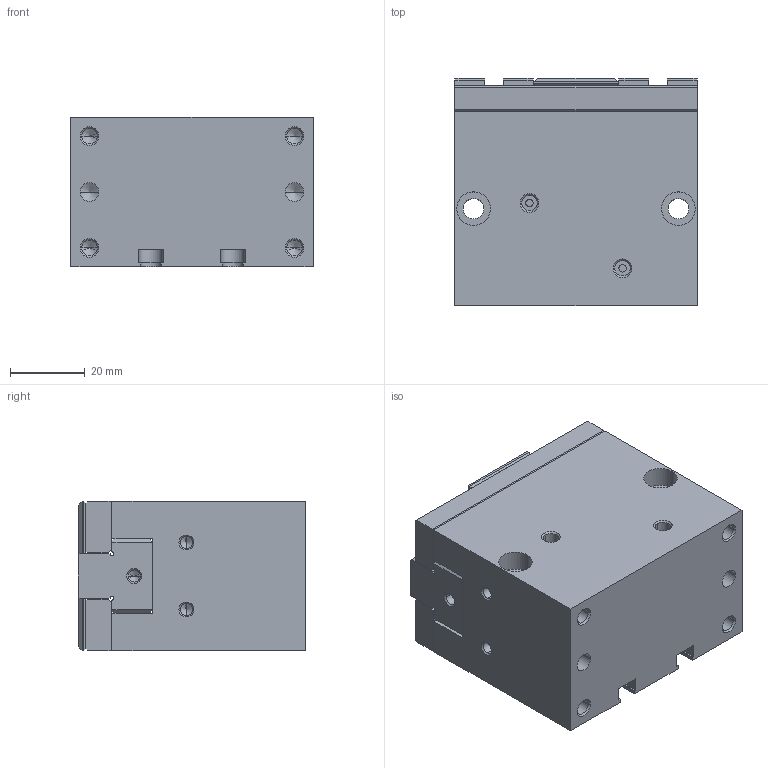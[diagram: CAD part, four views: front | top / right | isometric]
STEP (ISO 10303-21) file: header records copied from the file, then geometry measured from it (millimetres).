
FILE_DESCRIPTION( ( '' ), '1' );
FILE_NAME( 'op40i_op400iab_0_2_14a.stp', '2010-10-25T12:46:21', ( '' ), ( '' ), ' ', ' ', ' ' );
FILE_SCHEMA( ( 'automotive_design' ) );
Length unit declared in the file: millimetre
Products named in the file (3): 1; 2; 3
Bounding box: 65 x 61 x 40 mm (x, y, z)
Volume: 145560.3 mm3; surface area: 32079.1 mm2
Topology: 3 solids, 3 shells, 310 faces, 784 edges, 464 vertices
Faces by surface type: plane 154, cone 80, cylinder 76
Entity records: 17574 total; most frequent: CARTESIAN_POINT 1621, DIRECTION 1558, STYLED_ITEM 1521, PRESENTATION_STYLE_ASSIGNMENT 1521, COLOUR_RGB 1521, ORIENTED_EDGE 1488, EDGE_CURVE 744, CURVE_STYLE 744
